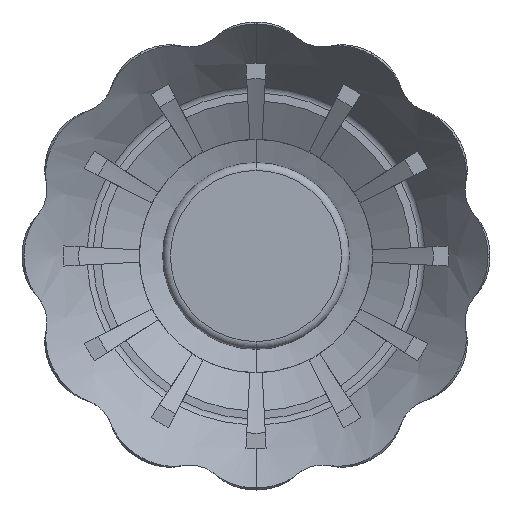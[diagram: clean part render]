
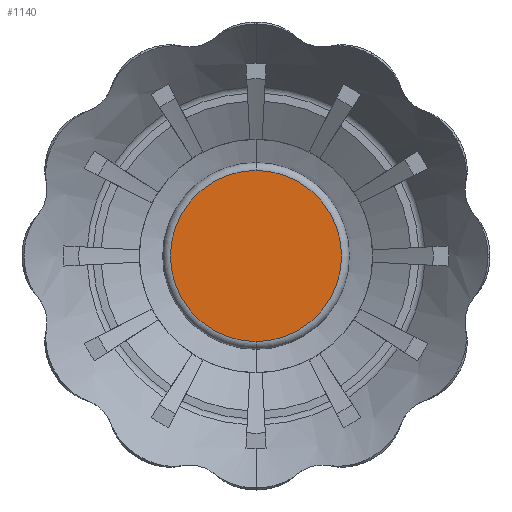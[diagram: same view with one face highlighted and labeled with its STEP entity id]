
A CAD part, front view. The second image highlights one B-rep face of the part: STEP entity #1140.
In plain terms, the highlighted planar face has unit normal (0, -1, 0).
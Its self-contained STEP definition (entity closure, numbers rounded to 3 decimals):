
#1140=ADVANCED_FACE('NONE',(#2297),#2298,.F.);
#2297=FACE_OUTER_BOUND('',#7905,.T.);
#2298=PLANE('',#7906);
#7905=EDGE_LOOP('',(#11206,#11207));
#7906=AXIS2_PLACEMENT_3D('',#11208,#11209,#11210);
#11206=ORIENTED_EDGE('',*,*,#12641,.T.);
#11207=ORIENTED_EDGE('',*,*,#11298,.T.);
#11208=CARTESIAN_POINT('',(0.,10.5,12.0));
#11209=DIRECTION('',(0.,1.0,0.));
#11210=DIRECTION('',(1.0,0.0,0.));
#11298=EDGE_CURVE('NONE',#12741,#12742,#12743,.T.);
#12641=EDGE_CURVE('NONE',#12742,#12741,#14718,.T.);
#12741=VERTEX_POINT('NONE',#15395);
#12742=VERTEX_POINT('NONE',#15396);
#12743=CIRCLE('',#15397,11.0);
#14718=CIRCLE('',#22226,11.0);
#15395=CARTESIAN_POINT('',(0.,10.5,-11.0));
#15396=CARTESIAN_POINT('',(0.,10.5,11.0));
#15397=AXIS2_PLACEMENT_3D('',#22264,#22265,#22266);
#22226=AXIS2_PLACEMENT_3D('',#23339,#23340,#23341);
#22264=CARTESIAN_POINT('',(0.,10.5,0.));
#22265=DIRECTION('',(0.,-1.0,0.));
#22266=DIRECTION('',(0.0,0.,1.0));
#23339=CARTESIAN_POINT('',(0.,10.5,0.));
#23340=DIRECTION('',(0.,-1.0,0.));
#23341=DIRECTION('',(0.0,0.,1.0));
